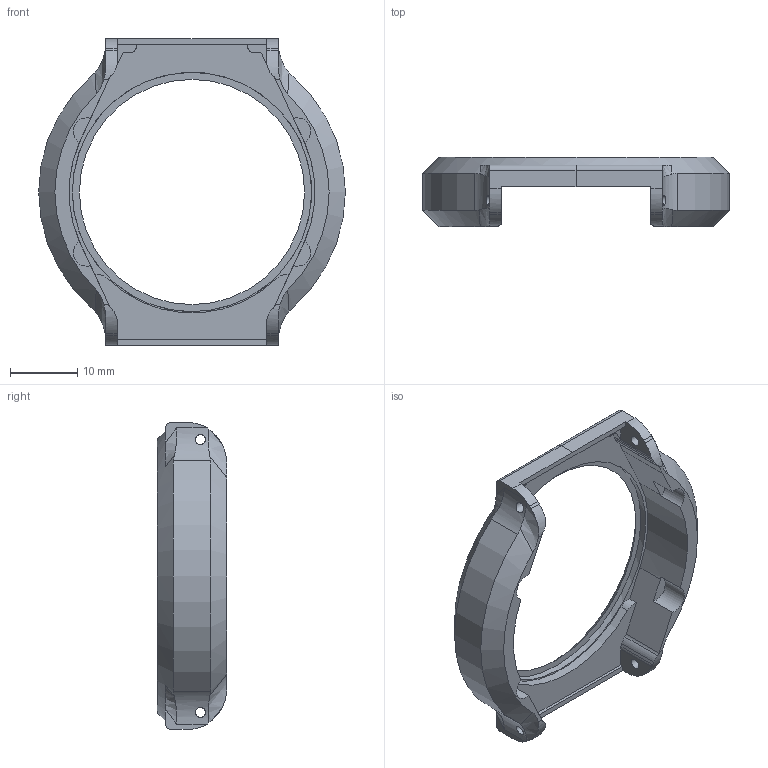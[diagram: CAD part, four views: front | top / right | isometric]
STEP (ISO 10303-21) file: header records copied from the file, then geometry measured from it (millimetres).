
FILE_DESCRIPTION(/* description */ (''),/* implementation_level */ '2;1');
FILE_NAME(/* name */ '8ec2e817-cb7e-4885-aeca-ca3de2b4f32c.stp',/* time_stamp */ '2019-05-10T02:40:48+00:00',/* author */ (''),/* organization */ (''),/* preprocessor_version */ 'ST-DEVELOPER v18',/* originating_system */ 'Autodesk Translation Framework v8.2.0.1029',/* authorisation */ '');
FILE_SCHEMA (('AUTOMOTIVE_DESIGN { 1 0 10303 214 3 1 1 }'));
Length unit declared in the file: millimetre
Products named in the file (1): bodyMainTop22mmRoundWithGlass
Bounding box: 45.46 x 10.29 x 45.46 mm (x, y, z)
Volume: 3848.2 mm3; surface area: 3625.5 mm2
Topology: 1 solids, 1 shells, 111 faces, 332 edges, 224 vertices
Faces by surface type: plane 50, cylinder 49, bspline 8, cone 4
Full cylindrical faces by diameter (mm): 1.5 x4, 35.5 x1
Entity records: 4388 total; most frequent: CARTESIAN_POINT 1418, ORIENTED_EDGE 664, DIRECTION 552, EDGE_CURVE 332, VERTEX_POINT 224, AXIS2_PLACEMENT_3D 196, LINE 160, VECTOR 160
